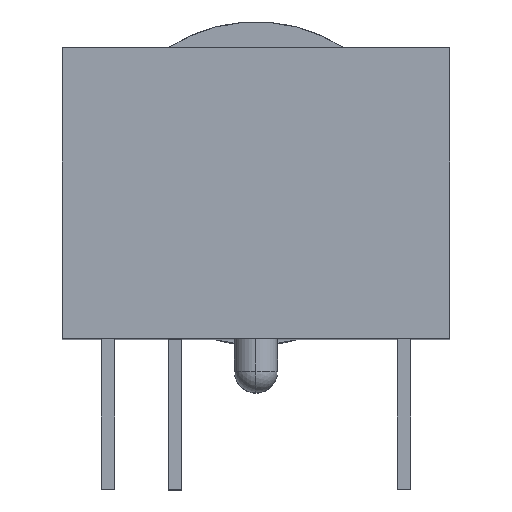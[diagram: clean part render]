
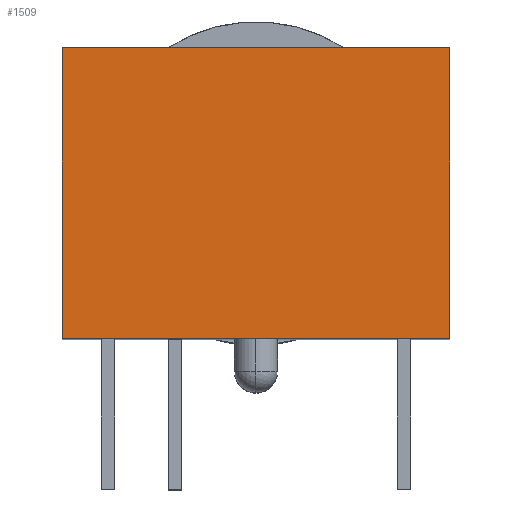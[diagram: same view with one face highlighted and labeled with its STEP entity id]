
A CAD part, top view. The second image highlights one B-rep face of the part: STEP entity #1509.
In plain terms, the highlighted planar face has unit normal (0, 0, 1).
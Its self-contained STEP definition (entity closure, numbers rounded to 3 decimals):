
#7 = CARTESIAN_POINT ( 'NONE',  ( 3.6, 0., 14. ) ) ;
#71 = CARTESIAN_POINT ( 'NONE',  ( -3.6, 5.4, 14. ) ) ;
#75 = VECTOR ( 'NONE', #681, 1000. ) ;
#97 = CARTESIAN_POINT ( 'NONE',  ( -3.6, 0., 14. ) ) ;
#169 = ORIENTED_EDGE ( 'NONE', *, *, #693, .T. ) ;
#189 = VECTOR ( 'NONE', #656, 1000. ) ;
#198 = LINE ( 'NONE', #1175, #75 ) ;
#341 = VECTOR ( 'NONE', #1241, 1000. ) ;
#382 = PLANE ( 'NONE',  #391 ) ;
#391 = AXIS2_PLACEMENT_3D ( 'NONE', #770, #408, #1253 ) ;
#398 = FACE_OUTER_BOUND ( 'NONE', #769, .T. ) ;
#408 = DIRECTION ( 'NONE',  ( 0., 0., -1. ) ) ;
#439 = VERTEX_POINT ( 'NONE', #7 ) ;
#630 = CARTESIAN_POINT ( 'NONE',  ( -3.6, 0., 14. ) ) ;
#656 = DIRECTION ( 'NONE',  ( 1., 0., 0. ) ) ;
#681 = DIRECTION ( 'NONE',  ( 0., -1., 0. ) ) ;
#682 = ORIENTED_EDGE ( 'NONE', *, *, #1013, .F. ) ;
#693 = EDGE_CURVE ( 'NONE', #1493, #439, #1104, .T. ) ;
#747 = LINE ( 'NONE', #875, #341 ) ;
#769 = EDGE_LOOP ( 'NONE', ( #169, #682, #1517, #1340 ) ) ;
#770 = CARTESIAN_POINT ( 'NONE',  ( -3.6, 5.4, 14. ) ) ;
#775 = CARTESIAN_POINT ( 'NONE',  ( -3.6, 5.4, 14. ) ) ;
#843 = EDGE_CURVE ( 'NONE', #1377, #1493, #198, .T. ) ;
#875 = CARTESIAN_POINT ( 'NONE',  ( 3.6, 5.4, 14. ) ) ;
#898 = LINE ( 'NONE', #775, #189 ) ;
#936 = VERTEX_POINT ( 'NONE', #1438 ) ;
#1013 = EDGE_CURVE ( 'NONE', #936, #439, #747, .T. ) ;
#1056 = VECTOR ( 'NONE', #1215, 1000. ) ;
#1104 = LINE ( 'NONE', #630, #1056 ) ;
#1175 = CARTESIAN_POINT ( 'NONE',  ( -3.6, 5.4, 14. ) ) ;
#1215 = DIRECTION ( 'NONE',  ( 1., 0., 0. ) ) ;
#1241 = DIRECTION ( 'NONE',  ( 0., -1., 0. ) ) ;
#1247 = EDGE_CURVE ( 'NONE', #1377, #936, #898, .T. ) ;
#1253 = DIRECTION ( 'NONE',  ( -1., 0., 0. ) ) ;
#1340 = ORIENTED_EDGE ( 'NONE', *, *, #843, .T. ) ;
#1377 = VERTEX_POINT ( 'NONE', #71 ) ;
#1438 = CARTESIAN_POINT ( 'NONE',  ( 3.6, 5.4, 14. ) ) ;
#1493 = VERTEX_POINT ( 'NONE', #97 ) ;
#1509 = ADVANCED_FACE ( 'NONE', ( #398 ), #382, .F. ) ;
#1517 = ORIENTED_EDGE ( 'NONE', *, *, #1247, .F. ) ;
